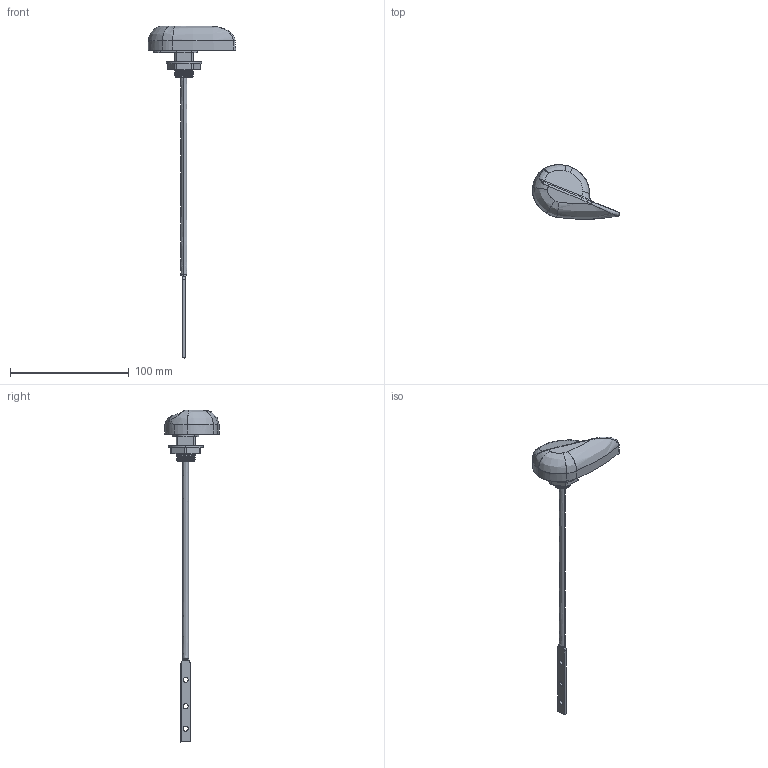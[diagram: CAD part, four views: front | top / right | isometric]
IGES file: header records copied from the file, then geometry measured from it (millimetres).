
Start section:  PTC IGES file: 509.igs
Global section: file name: 509.igs; native system: Pro/ENGINEER by Parametric Technology Corporation; preprocessor: 2009300; author: ramkumar; organization: Unknown; date: 20101027.122758; units: inch
Bounding box: 73.65 x 46.02 x 279.91 mm (x, y, z)
Surface area: 21531.4 mm2 (no closed solid volume)
Topology: 0 solids, 0 shells, 271 faces, 1415 edges, 1413 vertices
Faces by surface type: bspline 271
